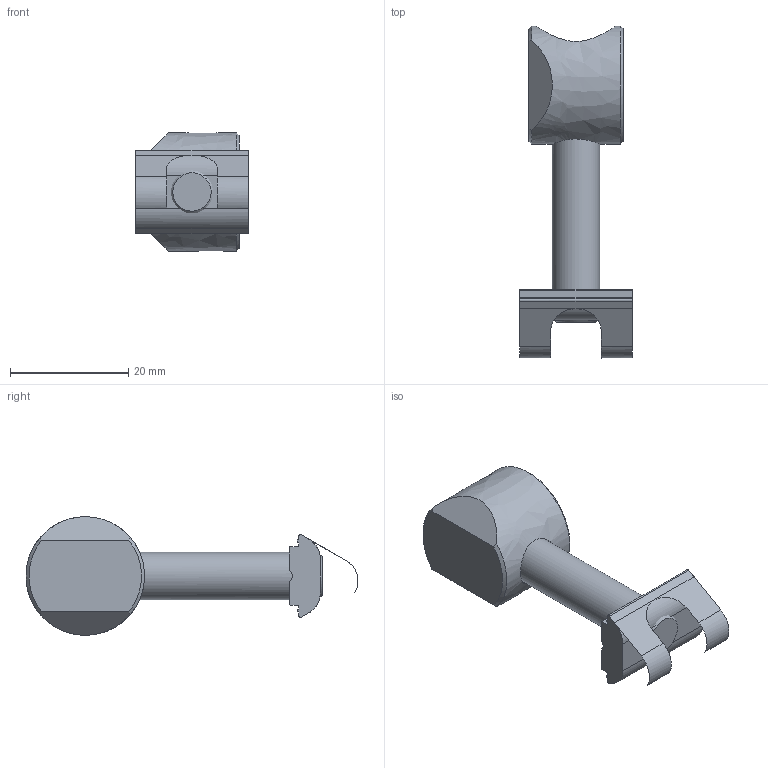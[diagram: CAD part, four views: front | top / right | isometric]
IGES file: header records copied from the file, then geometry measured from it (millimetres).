
Global section: file name: 312040.10; native system: Autodesk Inventor 2018; preprocessor: unknown; author: Navara; date: 20200102.154252; units: millimetre
Bounding box: 19 x 56.04 x 19.99 mm (x, y, z)
Volume: 6553.9 mm3; surface area: 4555.2 mm2
Topology: 3 solids, 3 shells, 75 faces, 222 edges, 156 vertices
Faces by surface type: bspline 73, revolution 2
